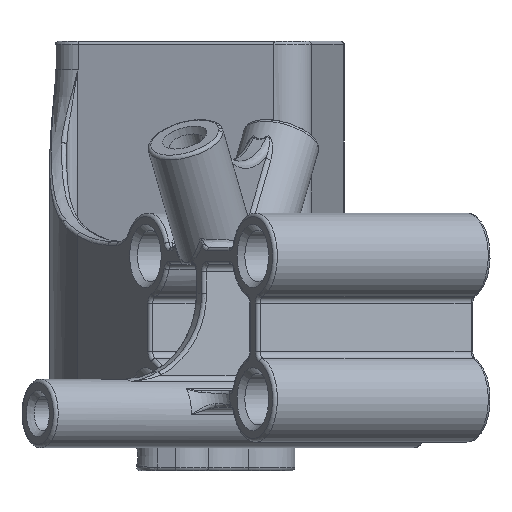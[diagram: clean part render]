
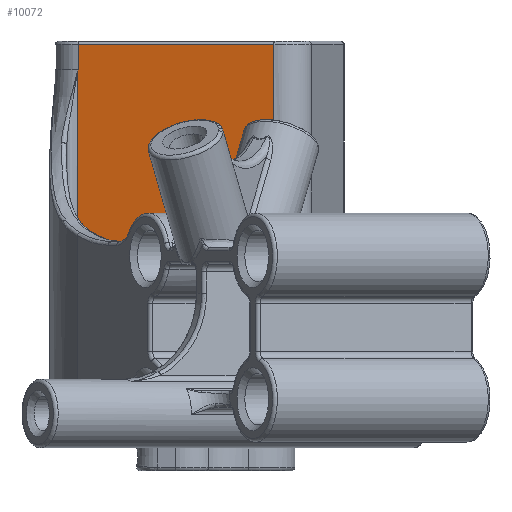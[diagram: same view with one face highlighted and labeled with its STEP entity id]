
A CAD part, front view. The second image highlights one B-rep face of the part: STEP entity #10072.
In plain terms, the highlighted planar face has unit normal (-0.259, -0.966, 0).
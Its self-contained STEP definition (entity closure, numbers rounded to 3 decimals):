
#243=PLANE('',#10901);
#413=LINE('',#16673,#878);
#429=LINE('',#17157,#894);
#430=LINE('',#17159,#895);
#431=LINE('',#17161,#896);
#432=LINE('',#17163,#897);
#433=LINE('',#17165,#898);
#434=LINE('',#17167,#899);
#435=LINE('',#17169,#900);
#436=LINE('',#17170,#901);
#878=VECTOR('',#12480,10.);
#894=VECTOR('',#12532,10.);
#895=VECTOR('',#12533,10.);
#896=VECTOR('',#12534,10.);
#897=VECTOR('',#12535,10.);
#898=VECTOR('',#12536,10.);
#899=VECTOR('',#12537,10.);
#900=VECTOR('',#12538,10.);
#901=VECTOR('',#12539,10.);
#1532=B_SPLINE_CURVE_WITH_KNOTS('',3,(#17142,#17143,#17144,#17145,#17146,
#17147),.UNSPECIFIED.,.F.,.F.,(4,2,4),(0.,0.011,0.012),
 .UNSPECIFIED.);
#1937=FACE_OUTER_BOUND('',#2654,.T.);
#2654=EDGE_LOOP('',(#7083,#7084,#7085,#7086,#7087,#7088,#7089,#7090,#7091,
#7092));
#4219=VERTEX_POINT('',#16667);
#4220=VERTEX_POINT('',#16671);
#4251=VERTEX_POINT('',#17140);
#4252=VERTEX_POINT('',#17141);
#4254=VERTEX_POINT('',#17158);
#4255=VERTEX_POINT('',#17160);
#4256=VERTEX_POINT('',#17162);
#4257=VERTEX_POINT('',#17164);
#4258=VERTEX_POINT('',#17166);
#4259=VERTEX_POINT('',#17168);
#5210=EDGE_CURVE('',#4219,#4220,#413,.T.);
#5252=EDGE_CURVE('',#4251,#4252,#1532,.T.);
#5255=EDGE_CURVE('',#4219,#4252,#429,.T.);
#5256=EDGE_CURVE('',#4254,#4251,#430,.T.);
#5257=EDGE_CURVE('',#4255,#4254,#431,.T.);
#5258=EDGE_CURVE('',#4256,#4255,#432,.T.);
#5259=EDGE_CURVE('',#4257,#4256,#433,.T.);
#5260=EDGE_CURVE('',#4258,#4257,#434,.T.);
#5261=EDGE_CURVE('',#4259,#4258,#435,.T.);
#5262=EDGE_CURVE('',#4220,#4259,#436,.T.);
#7083=ORIENTED_EDGE('',*,*,#5210,.F.);
#7084=ORIENTED_EDGE('',*,*,#5255,.T.);
#7085=ORIENTED_EDGE('',*,*,#5252,.F.);
#7086=ORIENTED_EDGE('',*,*,#5256,.F.);
#7087=ORIENTED_EDGE('',*,*,#5257,.F.);
#7088=ORIENTED_EDGE('',*,*,#5258,.F.);
#7089=ORIENTED_EDGE('',*,*,#5259,.F.);
#7090=ORIENTED_EDGE('',*,*,#5260,.F.);
#7091=ORIENTED_EDGE('',*,*,#5261,.F.);
#7092=ORIENTED_EDGE('',*,*,#5262,.F.);
#10072=ADVANCED_FACE('',(#1937),#243,.F.);
#10901=AXIS2_PLACEMENT_3D('',#17156,#12530,#12531);
#12480=DIRECTION('',(0.966,-0.259,0.));
#12530=DIRECTION('center_axis',(0.259,0.966,0.));
#12531=DIRECTION('ref_axis',(0.966,-0.259,0.));
#12532=DIRECTION('',(0.,0.,-1.));
#12533=DIRECTION('',(0.,0.,1.));
#12534=DIRECTION('',(-0.966,0.259,0.));
#12535=DIRECTION('',(0.,0.,-1.));
#12536=DIRECTION('',(-0.966,0.259,0.));
#12537=DIRECTION('',(0.,0.,1.));
#12538=DIRECTION('',(-0.966,0.259,0.));
#12539=DIRECTION('',(0.,0.,-1.));
#16667=CARTESIAN_POINT('',(-23.838,40.705,5.25));
#16671=CARTESIAN_POINT('',(-10.19,37.048,5.25));
#16673=CARTESIAN_POINT('',(-20.414,39.787,5.25));
#17140=CARTESIAN_POINT('',(-23.882,40.716,3.385));
#17141=CARTESIAN_POINT('',(-23.838,40.705,3.5));
#17142=CARTESIAN_POINT('Ctrl Pts',(-23.882,40.716,3.385));
#17143=CARTESIAN_POINT('Ctrl Pts',(-23.869,40.713,3.419));
#17144=CARTESIAN_POINT('Ctrl Pts',(-23.856,40.71,3.453));
#17145=CARTESIAN_POINT('Ctrl Pts',(-23.841,40.706,3.491));
#17146=CARTESIAN_POINT('Ctrl Pts',(-23.84,40.705,3.496));
#17147=CARTESIAN_POINT('Ctrl Pts',(-23.838,40.705,3.5));
#17156=CARTESIAN_POINT('Origin',(-23.838,40.705,5.5));
#17157=CARTESIAN_POINT('',(-23.838,40.705,5.5));
#17158=CARTESIAN_POINT('',(-23.882,40.716,-13.4));
#17159=CARTESIAN_POINT('',(-23.882,40.716,-14.5));
#17160=CARTESIAN_POINT('',(-17.42,38.985,-13.4));
#17161=CARTESIAN_POINT('',(-16.791,38.816,-13.4));
#17162=CARTESIAN_POINT('',(-17.42,38.985,-2.5));
#17163=CARTESIAN_POINT('',(-17.42,38.985,-14.5));
#17164=CARTESIAN_POINT('',(-14.802,38.284,-2.5));
#17165=CARTESIAN_POINT('',(-18.737,39.338,-2.5));
#17166=CARTESIAN_POINT('',(-14.802,38.284,-13.4));
#17167=CARTESIAN_POINT('',(-14.802,38.284,-14.5));
#17168=CARTESIAN_POINT('',(-10.19,37.048,-13.4));
#17169=CARTESIAN_POINT('',(-16.791,38.816,-13.4));
#17170=CARTESIAN_POINT('',(-10.19,37.048,5.5));
